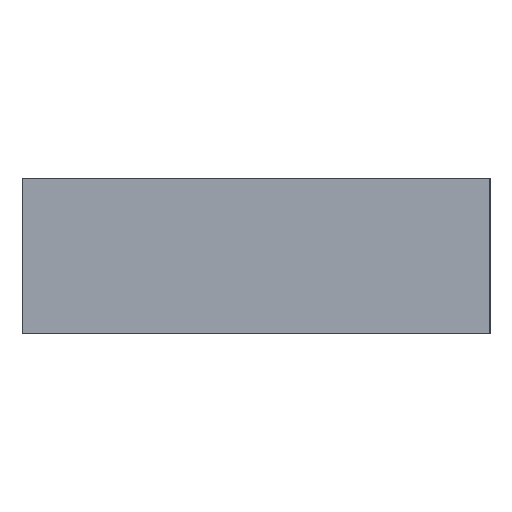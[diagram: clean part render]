
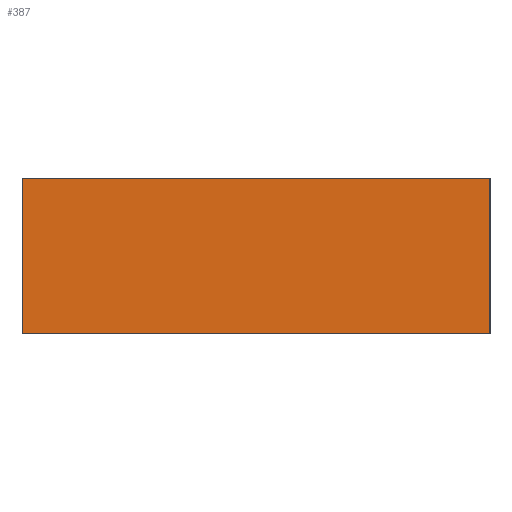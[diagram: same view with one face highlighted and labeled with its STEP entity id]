
A CAD part, left-side view. The second image highlights one B-rep face of the part: STEP entity #387.
In plain terms, the highlighted planar face has unit normal (-1, 0, 0).
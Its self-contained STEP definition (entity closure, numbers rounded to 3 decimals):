
#16 = VECTOR ( 'NONE', #415, 1000. ) ;
#22 = LINE ( 'NONE', #406, #44 ) ;
#33 = CARTESIAN_POINT ( 'NONE',  ( -220.5, -184.15, 5. ) ) ;
#38 = LINE ( 'NONE', #344, #419 ) ;
#43 = ORIENTED_EDGE ( 'NONE', *, *, #306, .T. ) ;
#44 = VECTOR ( 'NONE', #290, 1000. ) ;
#45 = LINE ( 'NONE', #132, #418 ) ;
#47 = CARTESIAN_POINT ( 'NONE',  ( -220.5, -199.15, 0. ) ) ;
#57 = CARTESIAN_POINT ( 'NONE',  ( -220.5, -199.15, 5. ) ) ;
#66 = ORIENTED_EDGE ( 'NONE', *, *, #135, .F. ) ;
#71 = FACE_OUTER_BOUND ( 'NONE', #126, .T. ) ;
#95 = DIRECTION ( 'NONE',  ( 0., -1., 0. ) ) ;
#113 = CARTESIAN_POINT ( 'NONE',  ( -220.5, -184.15, 5. ) ) ;
#126 = EDGE_LOOP ( 'NONE', ( #331, #264, #66, #43 ) ) ;
#132 = CARTESIAN_POINT ( 'NONE',  ( -220.5, -184.15, 5. ) ) ;
#135 = EDGE_CURVE ( 'NONE', #256, #261, #45, .T. ) ;
#192 = DIRECTION ( 'NONE',  ( 1., 0., 0. ) ) ;
#216 = CARTESIAN_POINT ( 'NONE',  ( -220.5, -184.15, 0. ) ) ;
#247 = EDGE_CURVE ( 'NONE', #266, #460, #22, .T. ) ;
#256 = VERTEX_POINT ( 'NONE', #113 ) ;
#261 = VERTEX_POINT ( 'NONE', #57 ) ;
#264 = ORIENTED_EDGE ( 'NONE', *, *, #414, .F. ) ;
#266 = VERTEX_POINT ( 'NONE', #216 ) ;
#290 = DIRECTION ( 'NONE',  ( 0., -1., 0. ) ) ;
#306 = EDGE_CURVE ( 'NONE', #256, #266, #333, .T. ) ;
#330 = CARTESIAN_POINT ( 'NONE',  ( -220.5, -184.15, 5. ) ) ;
#331 = ORIENTED_EDGE ( 'NONE', *, *, #247, .T. ) ;
#333 = LINE ( 'NONE', #330, #16 ) ;
#342 = DIRECTION ( 'NONE',  ( 0., 0., -1. ) ) ;
#344 = CARTESIAN_POINT ( 'NONE',  ( -220.5, -199.15, 5. ) ) ;
#346 = PLANE ( 'NONE',  #474 ) ;
#387 = ADVANCED_FACE ( 'NONE', ( #71 ), #346, .F. ) ;
#389 = DIRECTION ( 'NONE',  ( 0., 0., -1. ) ) ;
#406 = CARTESIAN_POINT ( 'NONE',  ( -220.5, -184.15, 0. ) ) ;
#414 = EDGE_CURVE ( 'NONE', #261, #460, #38, .T. ) ;
#415 = DIRECTION ( 'NONE',  ( 0., 0., -1. ) ) ;
#418 = VECTOR ( 'NONE', #95, 1000. ) ;
#419 = VECTOR ( 'NONE', #342, 1000. ) ;
#460 = VERTEX_POINT ( 'NONE', #47 ) ;
#474 = AXIS2_PLACEMENT_3D ( 'NONE', #33, #192, #389 ) ;
